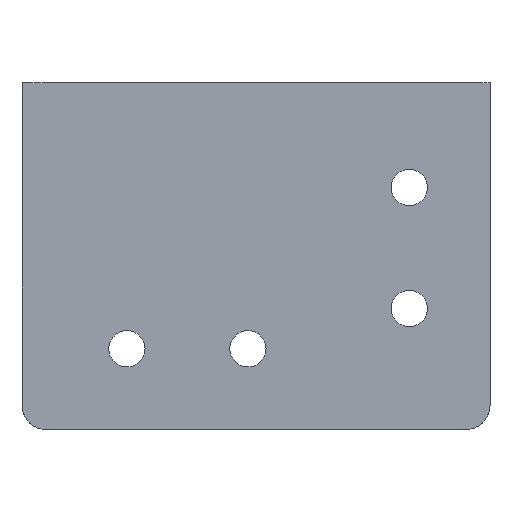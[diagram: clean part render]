
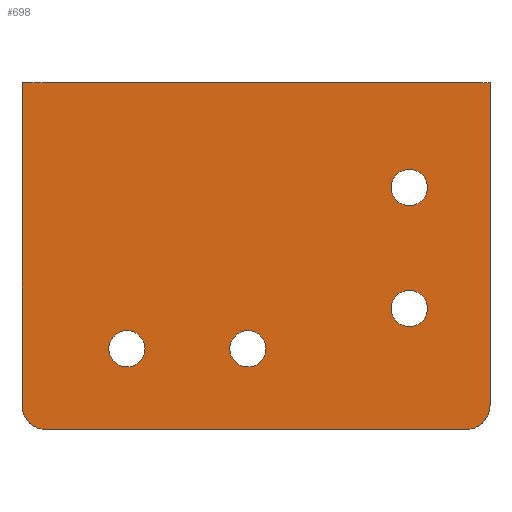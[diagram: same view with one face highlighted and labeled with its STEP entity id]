
A CAD part, front view. The second image highlights one B-rep face of the part: STEP entity #698.
In plain terms, the highlighted planar face has unit normal (0, -1, 0).
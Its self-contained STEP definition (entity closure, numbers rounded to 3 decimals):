
#24=FACE_BOUND('',#103,.T.);
#25=FACE_BOUND('',#104,.T.);
#26=FACE_BOUND('',#105,.T.);
#27=FACE_BOUND('',#106,.T.);
#40=PLANE('',#777);
#60=FACE_OUTER_BOUND('',#102,.T.);
#102=EDGE_LOOP('',(#522,#523,#524,#525,#526,#527));
#103=EDGE_LOOP('',(#528));
#104=EDGE_LOOP('',(#529));
#105=EDGE_LOOP('',(#530));
#106=EDGE_LOOP('',(#531));
#166=LINE('',#1172,#211);
#169=LINE('',#1178,#214);
#170=LINE('',#1180,#215);
#171=LINE('',#1182,#216);
#211=VECTOR('',#916,10.);
#214=VECTOR('',#921,10.);
#215=VECTOR('',#922,10.);
#216=VECTOR('',#923,10.);
#258=CIRCLE('',#770,3.);
#261=CIRCLE('',#778,3.);
#262=CIRCLE('',#779,2.25);
#263=CIRCLE('',#780,2.25);
#264=CIRCLE('',#781,2.25);
#265=CIRCLE('',#782,2.25);
#318=VERTEX_POINT('',#1150);
#319=VERTEX_POINT('',#1152);
#323=VERTEX_POINT('',#1171);
#325=VERTEX_POINT('',#1177);
#326=VERTEX_POINT('',#1179);
#327=VERTEX_POINT('',#1181);
#328=VERTEX_POINT('',#1184);
#329=VERTEX_POINT('',#1186);
#330=VERTEX_POINT('',#1188);
#331=VERTEX_POINT('',#1190);
#392=EDGE_CURVE('',#318,#319,#258,.T.);
#400=EDGE_CURVE('',#323,#319,#166,.T.);
#403=EDGE_CURVE('',#318,#325,#169,.T.);
#404=EDGE_CURVE('',#325,#326,#170,.T.);
#405=EDGE_CURVE('',#326,#327,#171,.T.);
#406=EDGE_CURVE('',#323,#327,#261,.T.);
#407=EDGE_CURVE('',#328,#328,#262,.T.);
#408=EDGE_CURVE('',#329,#329,#263,.T.);
#409=EDGE_CURVE('',#330,#330,#264,.T.);
#410=EDGE_CURVE('',#331,#331,#265,.T.);
#522=ORIENTED_EDGE('',*,*,#392,.F.);
#523=ORIENTED_EDGE('',*,*,#403,.T.);
#524=ORIENTED_EDGE('',*,*,#404,.T.);
#525=ORIENTED_EDGE('',*,*,#405,.T.);
#526=ORIENTED_EDGE('',*,*,#406,.F.);
#527=ORIENTED_EDGE('',*,*,#400,.T.);
#528=ORIENTED_EDGE('',*,*,#407,.T.);
#529=ORIENTED_EDGE('',*,*,#408,.T.);
#530=ORIENTED_EDGE('',*,*,#409,.T.);
#531=ORIENTED_EDGE('',*,*,#410,.T.);
#698=ADVANCED_FACE('',(#60,#24,#25,#26,#27),#40,.T.);
#770=AXIS2_PLACEMENT_3D('',#1153,#898,#899);
#777=AXIS2_PLACEMENT_3D('',#1176,#919,#920);
#778=AXIS2_PLACEMENT_3D('',#1183,#924,#925);
#779=AXIS2_PLACEMENT_3D('',#1185,#926,#927);
#780=AXIS2_PLACEMENT_3D('',#1187,#928,#929);
#781=AXIS2_PLACEMENT_3D('',#1189,#930,#931);
#782=AXIS2_PLACEMENT_3D('',#1191,#932,#933);
#898=DIRECTION('center_axis',(0.,1.,0.));
#899=DIRECTION('ref_axis',(0.707,0.,-0.707));
#916=DIRECTION('',(1.,0.,0.));
#919=DIRECTION('center_axis',(0.,-1.,0.));
#920=DIRECTION('ref_axis',(0.,0.,-1.));
#921=DIRECTION('',(0.,0.,1.));
#922=DIRECTION('',(-1.,0.,0.));
#923=DIRECTION('',(0.,0.,-1.));
#924=DIRECTION('center_axis',(0.,1.,0.));
#925=DIRECTION('ref_axis',(-0.707,0.,-0.707));
#926=DIRECTION('center_axis',(0.,1.,0.));
#927=DIRECTION('ref_axis',(1.,0.,0.));
#928=DIRECTION('center_axis',(0.,1.,0.));
#929=DIRECTION('ref_axis',(1.,0.,0.));
#930=DIRECTION('center_axis',(0.,1.,0.));
#931=DIRECTION('ref_axis',(1.,0.,0.));
#932=DIRECTION('center_axis',(0.,1.,0.));
#933=DIRECTION('ref_axis',(1.,0.,0.));
#1150=CARTESIAN_POINT('',(29.,0.,-18.5));
#1152=CARTESIAN_POINT('',(26.,0.,-21.5));
#1153=CARTESIAN_POINT('Origin',(26.,0.,-18.5));
#1171=CARTESIAN_POINT('',(-26.,0.,-21.5));
#1172=CARTESIAN_POINT('',(-29.,0.,-21.5));
#1176=CARTESIAN_POINT('Origin',(0.,0.,0.));
#1177=CARTESIAN_POINT('',(29.,0.,21.5));
#1178=CARTESIAN_POINT('',(29.,0.,-21.5));
#1179=CARTESIAN_POINT('',(-29.,0.,21.5));
#1180=CARTESIAN_POINT('',(29.,0.,21.5));
#1181=CARTESIAN_POINT('',(-29.,0.,-18.5));
#1182=CARTESIAN_POINT('',(-29.,0.,21.5));
#1183=CARTESIAN_POINT('Origin',(-26.,0.,-18.5));
#1184=CARTESIAN_POINT('',(-18.25,0.,-11.5));
#1185=CARTESIAN_POINT('Origin',(-16.,0.,-11.5));
#1186=CARTESIAN_POINT('',(16.75,0.,8.5));
#1187=CARTESIAN_POINT('Origin',(19.,0.,8.5));
#1188=CARTESIAN_POINT('',(-3.25,0.,-11.5));
#1189=CARTESIAN_POINT('Origin',(-1.,0.,-11.5));
#1190=CARTESIAN_POINT('',(16.75,0.,-6.5));
#1191=CARTESIAN_POINT('Origin',(19.,0.,-6.5));
